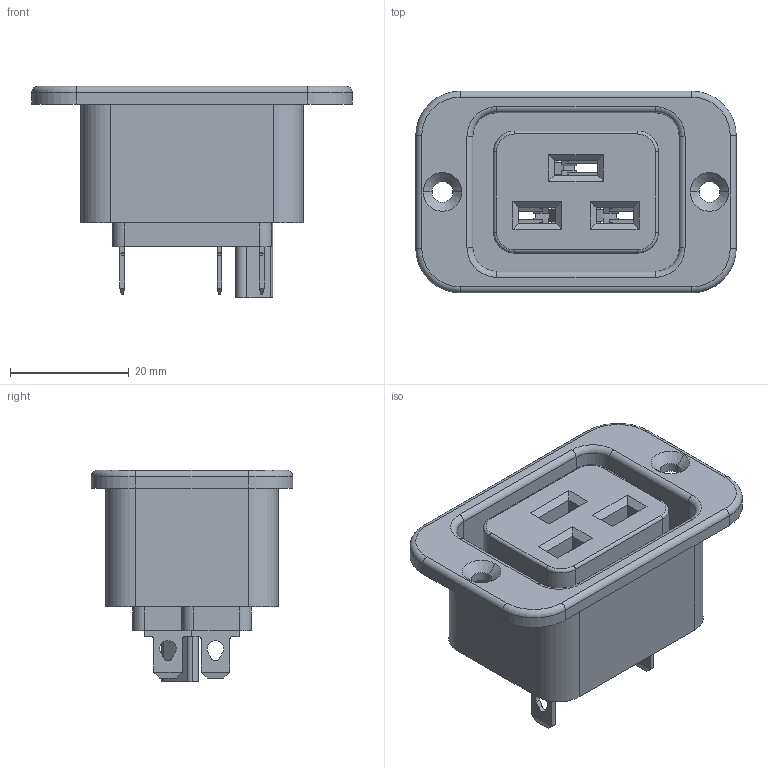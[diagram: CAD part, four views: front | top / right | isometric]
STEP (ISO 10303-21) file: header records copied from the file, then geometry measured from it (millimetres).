
FILE_DESCRIPTION (( 'STEP AP214' ), '1' );
FILE_NAME ('743W-4.8.STEP', '2020-03-09T01:58:08', ( '' ), ( '' ), 'SwSTEP 2.0', 'SolidWorks 2016', '' );
FILE_SCHEMA (( 'AUTOMOTIVE_DESIGN' ));
Length unit declared in the file: millimetre
Products named in the file (3): SS3C-001-4.8; SS3C; 743W-4.8
Assembly tree (4 placements, depth 2):
  743W-4.8
    SS3C
    SS3C-001-4.8  x3
Bounding box: 54 x 34 x 35.6 mm (x, y, z)
Volume: 16888.5 mm3; surface area: 16691.8 mm2
Topology: 4 solids, 4 shells, 560 faces, 1505 edges, 958 vertices
Faces by surface type: plane 360, cylinder 172, torus 12, bspline 12, cone 4
Entity records: 10046 total; most frequent: CARTESIAN_POINT 1898, ORIENTED_EDGE 1694, DIRECTION 1658, EDGE_CURVE 847, LINE 646, VECTOR 646, VERTEX_POINT 538, AXIS2_PLACEMENT_3D 506
